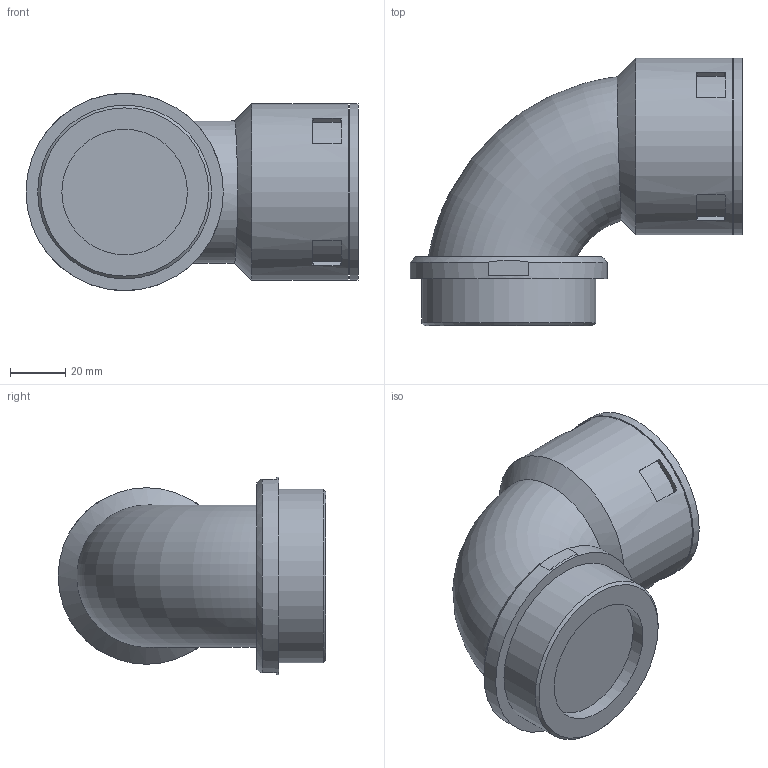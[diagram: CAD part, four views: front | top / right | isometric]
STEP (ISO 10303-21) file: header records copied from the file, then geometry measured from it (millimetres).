
FILE_DESCRIPTION( ( 'STEP AP203' ), '1' );
FILE_NAME( 'FLEXA RQB1 90-M 5104.054.263.stp', '2020-03-25T12:14:13', ( 'License CC BY-ND 4.0' ), ( 'CADENAS' ), ' ', 'PARTsolutions', ' ' );
FILE_SCHEMA( ( 'CONFIG_CONTROL_DESIGN' ) );
Length unit declared in the file: millimetre
Products named in the file (1): _FLEXA RQB1 90-M 5104.054.263
Bounding box: 120.3 x 97 x 71.5 mm (x, y, z)
Volume: 254583.1 mm3; surface area: 41826.1 mm2
Topology: 1 solids, 1 shells, 61 faces, 143 edges, 95 vertices
Faces by surface type: plane 29, cylinder 28, cone 3, torus 1
Full cylindrical faces by diameter (mm): 45.5 x2, 54.5 x1, 58 x1, 63 x1, 64 x2, 71.5 x1
Entity records: 2027 total; most frequent: CARTESIAN_POINT 685, ORIENTED_EDGE 254, DIRECTION 252, EDGE_CURVE 127, AXIS2_PLACEMENT_3D 99, VERTEX_POINT 91, EDGE_LOOP 84, FACE_OUTER_BOUND 70
